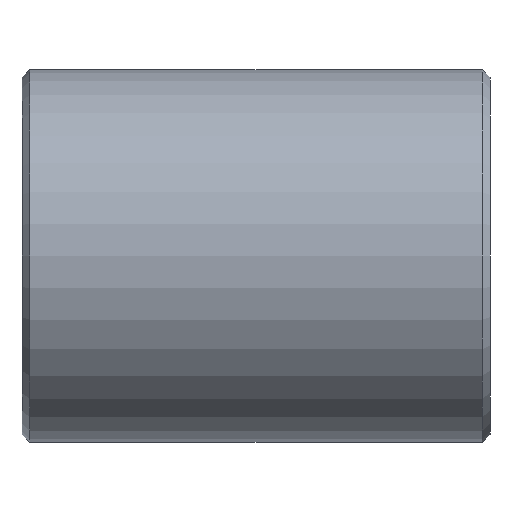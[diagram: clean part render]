
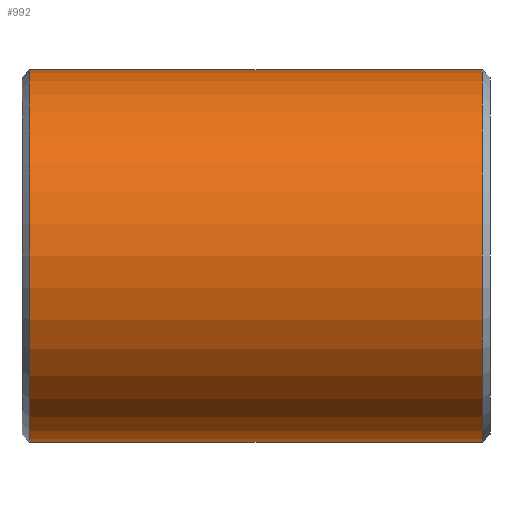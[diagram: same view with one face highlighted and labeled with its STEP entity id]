
A CAD part, left-side view. The second image highlights one B-rep face of the part: STEP entity #992.
In plain terms, the highlighted cylindrical face has radius 6.25 mm (diameter 12.5 mm), a partial arc.
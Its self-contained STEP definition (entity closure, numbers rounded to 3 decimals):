
#2 = DIRECTION ( 'NONE',  ( 0., 0., 1. ) ) ;
#67 = DIRECTION ( 'NONE',  ( 0., 0., 1. ) ) ;
#74 = CARTESIAN_POINT ( 'NONE',  ( 0., -7.85, 6.25 ) ) ;
#86 = ORIENTED_EDGE ( 'NONE', *, *, #167, .T. ) ;
#157 = FACE_OUTER_BOUND ( 'NONE', #1190, .T. ) ;
#167 = EDGE_CURVE ( 'NONE', #185, #220, #222, .T. ) ;
#185 = VERTEX_POINT ( 'NONE', #1166 ) ;
#220 = VERTEX_POINT ( 'NONE', #1652 ) ;
#222 = CIRCLE ( 'NONE', #2416, 6.25 ) ;
#298 = ORIENTED_EDGE ( 'NONE', *, *, #2045, .T. ) ;
#551 = LINE ( 'NONE', #1310, #779 ) ;
#592 = VECTOR ( 'NONE', #1579, 1000. ) ;
#701 = DIRECTION ( 'NONE',  ( 0., 0., 1. ) ) ;
#717 = CYLINDRICAL_SURFACE ( 'NONE', #2343, 6.25 ) ;
#779 = VECTOR ( 'NONE', #891, 1000. ) ;
#891 = DIRECTION ( 'NONE',  ( 0., 1., 0. ) ) ;
#905 = EDGE_CURVE ( 'NONE', #1471, #1830, #1495, .T. ) ;
#923 = EDGE_CURVE ( 'NONE', #1471, #220, #551, .T. ) ;
#992 = ADVANCED_FACE ( 'NONE', ( #157 ), #717, .T. ) ;
#1023 = CARTESIAN_POINT ( 'NONE',  ( 0., -7.593, 0. ) ) ;
#1066 = AXIS2_PLACEMENT_3D ( 'NONE', #1023, #1771, #67 ) ;
#1166 = CARTESIAN_POINT ( 'NONE',  ( 0., 7.592, 6.25 ) ) ;
#1190 = EDGE_LOOP ( 'NONE', ( #2360, #1499, #298, #86 ) ) ;
#1310 = CARTESIAN_POINT ( 'NONE',  ( 0., -7.85, -6.25 ) ) ;
#1471 = VERTEX_POINT ( 'NONE', #1522 ) ;
#1481 = DIRECTION ( 'NONE',  ( 0., -1., 0. ) ) ;
#1487 = CARTESIAN_POINT ( 'NONE',  ( 0., -7.593, 6.25 ) ) ;
#1495 = CIRCLE ( 'NONE', #1066, 6.25 ) ;
#1499 = ORIENTED_EDGE ( 'NONE', *, *, #905, .T. ) ;
#1522 = CARTESIAN_POINT ( 'NONE',  ( 0., -7.593, -6.25 ) ) ;
#1579 = DIRECTION ( 'NONE',  ( 0., 1., 0. ) ) ;
#1652 = CARTESIAN_POINT ( 'NONE',  ( 0., 7.592, -6.25 ) ) ;
#1694 = CARTESIAN_POINT ( 'NONE',  ( 0., 7.592, 0. ) ) ;
#1771 = DIRECTION ( 'NONE',  ( 0., 1., 0. ) ) ;
#1830 = VERTEX_POINT ( 'NONE', #1487 ) ;
#1896 = DIRECTION ( 'NONE',  ( 0., 1., 0. ) ) ;
#2045 = EDGE_CURVE ( 'NONE', #1830, #185, #2198, .T. ) ;
#2198 = LINE ( 'NONE', #74, #592 ) ;
#2277 = CARTESIAN_POINT ( 'NONE',  ( 0., -7.85, 0. ) ) ;
#2343 = AXIS2_PLACEMENT_3D ( 'NONE', #2277, #1896, #2 ) ;
#2360 = ORIENTED_EDGE ( 'NONE', *, *, #923, .F. ) ;
#2416 = AXIS2_PLACEMENT_3D ( 'NONE', #1694, #1481, #701 ) ;
